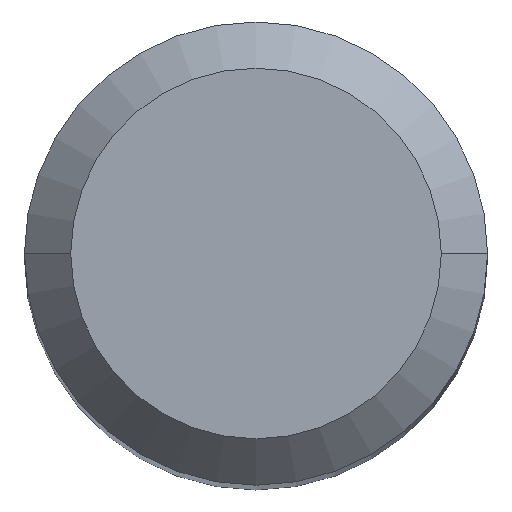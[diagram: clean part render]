
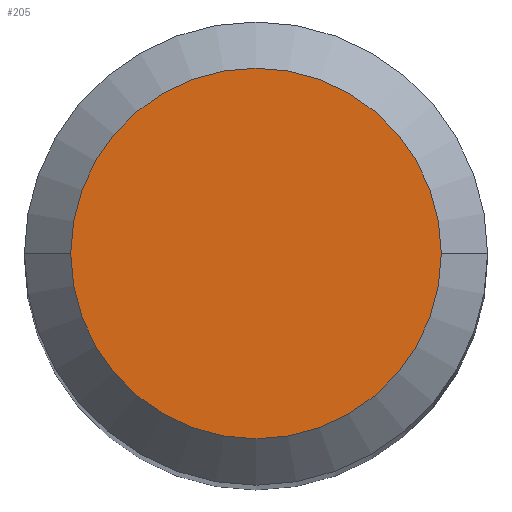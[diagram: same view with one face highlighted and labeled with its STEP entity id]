
A CAD part, top view. The second image highlights one B-rep face of the part: STEP entity #205.
In plain terms, the highlighted planar face has unit normal (0, 0, 1).
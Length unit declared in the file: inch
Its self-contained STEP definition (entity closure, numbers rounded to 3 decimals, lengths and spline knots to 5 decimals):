
#20 = ORIENTED_EDGE ( 'NONE', *, *, #246, .T. ) ;
#22 = PLANE ( 'NONE',  #198 ) ;
#44 = AXIS2_PLACEMENT_3D ( 'NONE', #177, #366, #248 ) ;
#53 = ORIENTED_EDGE ( 'NONE', *, *, #191, .T. ) ;
#99 = CIRCLE ( 'NONE', #44, 0.09448 ) ;
#129 = CARTESIAN_POINT ( 'NONE',  ( 0.09448, 0., 0. ) ) ;
#159 = VERTEX_POINT ( 'NONE', #485 ) ;
#169 = DIRECTION ( 'NONE',  ( -1., 0., 0. ) ) ;
#177 = CARTESIAN_POINT ( 'NONE',  ( 0., 0., 0. ) ) ;
#191 = EDGE_CURVE ( 'NONE', #211, #159, #99, .T. ) ;
#198 = AXIS2_PLACEMENT_3D ( 'NONE', #449, #405, #169 ) ;
#205 = ADVANCED_FACE ( 'NONE', ( #327 ), #22, .F. ) ;
#211 = VERTEX_POINT ( 'NONE', #129 ) ;
#217 = CARTESIAN_POINT ( 'NONE',  ( 0., 0., 0. ) ) ;
#240 = AXIS2_PLACEMENT_3D ( 'NONE', #217, #481, #415 ) ;
#246 = EDGE_CURVE ( 'NONE', #159, #211, #368, .T. ) ;
#248 = DIRECTION ( 'NONE',  ( 1., 0., 0. ) ) ;
#327 = FACE_OUTER_BOUND ( 'NONE', #413, .T. ) ;
#366 = DIRECTION ( 'NONE',  ( 0., 0., 1. ) ) ;
#368 = CIRCLE ( 'NONE', #240, 0.09448 ) ;
#405 = DIRECTION ( 'NONE',  ( 0., 0., -1. ) ) ;
#413 = EDGE_LOOP ( 'NONE', ( #20, #53 ) ) ;
#415 = DIRECTION ( 'NONE',  ( 1., 0., 0. ) ) ;
#449 = CARTESIAN_POINT ( 'NONE',  ( 0., 0., 0. ) ) ;
#481 = DIRECTION ( 'NONE',  ( 0., 0., 1. ) ) ;
#485 = CARTESIAN_POINT ( 'NONE',  ( -0.09448, 0., 0. ) ) ;
